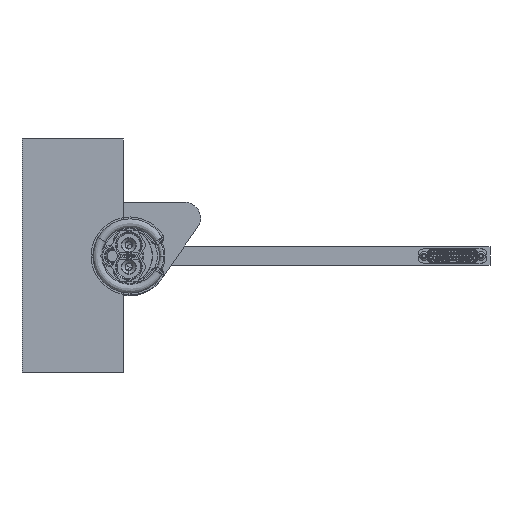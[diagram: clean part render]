
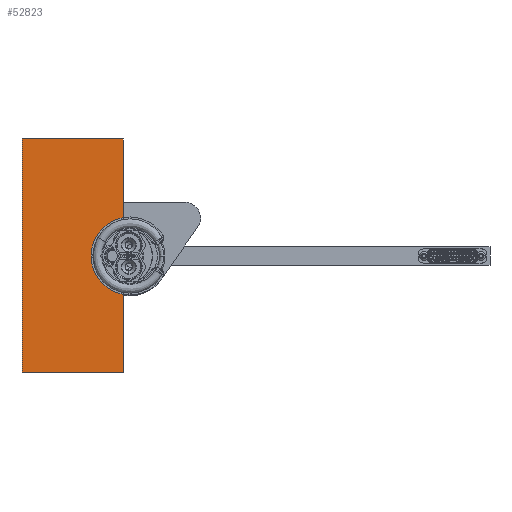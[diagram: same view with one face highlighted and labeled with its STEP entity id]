
A CAD part, front view. The second image highlights one B-rep face of the part: STEP entity #52823.
In plain terms, the highlighted face is planar.
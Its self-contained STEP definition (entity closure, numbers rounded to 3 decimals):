
#2056 = EDGE_CURVE ( 'NONE', #94936, #37648, #31799, .T. ) ;
#4542 = DIRECTION ( 'NONE',  ( 1., 0., 0. ) ) ;
#4892 = EDGE_CURVE ( 'NONE', #79686, #94936, #22595, .T. ) ;
#5556 = CARTESIAN_POINT ( 'NONE',  ( 0., 0., 0. ) ) ;
#5816 = DIRECTION ( 'NONE',  ( 1., 0., 0. ) ) ;
#7456 = EDGE_LOOP ( 'NONE', ( #105344, #82206, #85822, #115019, #44413, #81974 ) ) ;
#10060 = FACE_OUTER_BOUND ( 'NONE', #7456, .T. ) ;
#12024 = EDGE_CURVE ( 'NONE', #50050, #79686, #39702, .T. ) ;
#15395 = CARTESIAN_POINT ( 'NONE',  ( -17.5, 0., 0. ) ) ;
#16253 = CARTESIAN_POINT ( 'NONE',  ( -75., 0., 0. ) ) ;
#17601 = DIRECTION ( 'NONE',  ( 1., 0., 0. ) ) ;
#18437 = VERTEX_POINT ( 'NONE', #82073 ) ;
#19371 = LINE ( 'NONE', #26998, #84858 ) ;
#22595 = LINE ( 'NONE', #60094, #29859 ) ;
#26288 = CARTESIAN_POINT ( 'NONE',  ( 17.5, 0., 0. ) ) ;
#26530 = CARTESIAN_POINT ( 'NONE',  ( 0., 0., 0. ) ) ;
#26998 = CARTESIAN_POINT ( 'NONE',  ( 0., 65., 0. ) ) ;
#27785 = AXIS2_PLACEMENT_3D ( 'NONE', #26530, #100780, #17601 ) ;
#29859 = VECTOR ( 'NONE', #4542, 1000. ) ;
#31799 = CIRCLE ( 'NONE', #35065, 17.5 ) ;
#32349 = DIRECTION ( 'NONE',  ( 1., 0., 0. ) ) ;
#35065 = AXIS2_PLACEMENT_3D ( 'NONE', #117475, #51684, #5816 ) ;
#35885 = PLANE ( 'NONE',  #27785 ) ;
#37648 = VERTEX_POINT ( 'NONE', #26288 ) ;
#39702 = LINE ( 'NONE', #74903, #77369 ) ;
#44413 = ORIENTED_EDGE ( 'NONE', *, *, #2056, .F. ) ;
#45828 = EDGE_CURVE ( 'NONE', #18437, #113185, #89007, .T. ) ;
#50050 = VERTEX_POINT ( 'NONE', #109660 ) ;
#50111 = LINE ( 'NONE', #5556, #119786 ) ;
#51684 = DIRECTION ( 'NONE',  ( 0., 0., -1. ) ) ;
#52823 = ADVANCED_FACE ( 'NONE', ( #10060 ), #35885, .F. ) ;
#60094 = CARTESIAN_POINT ( 'NONE',  ( 0., 0., 0. ) ) ;
#65098 = CARTESIAN_POINT ( 'NONE',  ( 75., 65., 0. ) ) ;
#65236 = DIRECTION ( 'NONE',  ( 0., -1., 0. ) ) ;
#67323 = DIRECTION ( 'NONE',  ( 0., 1., 0. ) ) ;
#74903 = CARTESIAN_POINT ( 'NONE',  ( -75., 0., 0. ) ) ;
#77369 = VECTOR ( 'NONE', #65236, 1000. ) ;
#79686 = VERTEX_POINT ( 'NONE', #16253 ) ;
#81974 = ORIENTED_EDGE ( 'NONE', *, *, #4892, .F. ) ;
#82073 = CARTESIAN_POINT ( 'NONE',  ( 75., 0., 0. ) ) ;
#82206 = ORIENTED_EDGE ( 'NONE', *, *, #111349, .F. ) ;
#84664 = VECTOR ( 'NONE', #67323, 1000. ) ;
#84819 = EDGE_CURVE ( 'NONE', #37648, #18437, #50111, .T. ) ;
#84858 = VECTOR ( 'NONE', #100457, 1000. ) ;
#85598 = CARTESIAN_POINT ( 'NONE',  ( 75., 0., 0. ) ) ;
#85822 = ORIENTED_EDGE ( 'NONE', *, *, #45828, .F. ) ;
#89007 = LINE ( 'NONE', #85598, #84664 ) ;
#94936 = VERTEX_POINT ( 'NONE', #15395 ) ;
#100457 = DIRECTION ( 'NONE',  ( -1., 0., 0. ) ) ;
#100780 = DIRECTION ( 'NONE',  ( 0., 0., 1. ) ) ;
#105344 = ORIENTED_EDGE ( 'NONE', *, *, #12024, .F. ) ;
#109660 = CARTESIAN_POINT ( 'NONE',  ( -75., 65., 0. ) ) ;
#111349 = EDGE_CURVE ( 'NONE', #113185, #50050, #19371, .T. ) ;
#113185 = VERTEX_POINT ( 'NONE', #65098 ) ;
#115019 = ORIENTED_EDGE ( 'NONE', *, *, #84819, .F. ) ;
#117475 = CARTESIAN_POINT ( 'NONE',  ( 0., 0., 0. ) ) ;
#119786 = VECTOR ( 'NONE', #32349, 1000. ) ;
